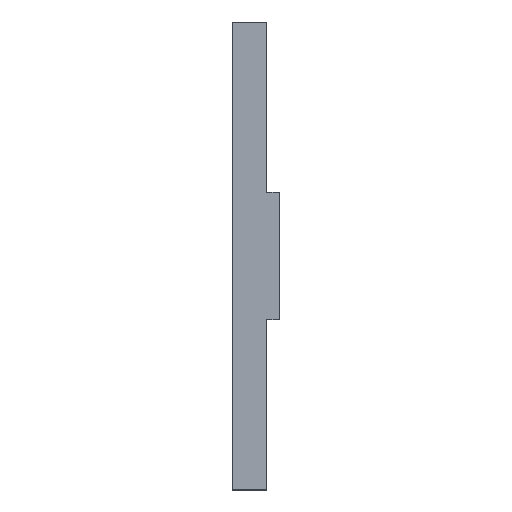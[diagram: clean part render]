
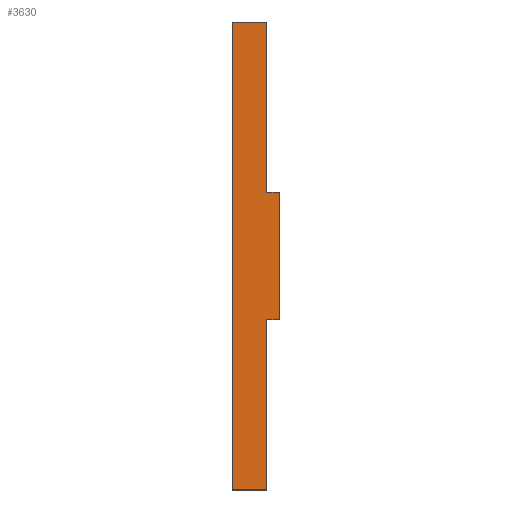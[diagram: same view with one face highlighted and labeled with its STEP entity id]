
A CAD part, left-side view. The second image highlights one B-rep face of the part: STEP entity #3630.
In plain terms, the highlighted planar face has unit normal (-1, 0, 0).
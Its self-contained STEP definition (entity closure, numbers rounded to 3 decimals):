
#24 = EDGE_CURVE ( 'NONE', #3726, #1213, #3705, .T. ) ;
#77 = CARTESIAN_POINT ( 'NONE',  ( -65., -3., -15. ) ) ;
#144 = PLANE ( 'NONE',  #5357 ) ;
#202 = DIRECTION ( 'NONE',  ( 1., 0., 0. ) ) ;
#214 = VERTEX_POINT ( 'NONE', #4314 ) ;
#390 = ORIENTED_EDGE ( 'NONE', *, *, #24, .F. ) ;
#473 = DIRECTION ( 'NONE',  ( 0., 0., 1. ) ) ;
#475 = EDGE_CURVE ( 'NONE', #1213, #3480, #1277, .T. ) ;
#829 = CARTESIAN_POINT ( 'NONE',  ( -65., -3., -15. ) ) ;
#866 = ORIENTED_EDGE ( 'NONE', *, *, #1615, .T. ) ;
#955 = CARTESIAN_POINT ( 'NONE',  ( -65., 8., -55. ) ) ;
#962 = EDGE_CURVE ( 'NONE', #1955, #4160, #5124, .T. ) ;
#1084 = VECTOR ( 'NONE', #5417, 1000. ) ;
#1213 = VERTEX_POINT ( 'NONE', #4867 ) ;
#1277 = LINE ( 'NONE', #3669, #2599 ) ;
#1338 = VECTOR ( 'NONE', #4771, 1000. ) ;
#1399 = CARTESIAN_POINT ( 'NONE',  ( -65., -3., -15. ) ) ;
#1406 = DIRECTION ( 'NONE',  ( 0., 0., -1. ) ) ;
#1536 = ORIENTED_EDGE ( 'NONE', *, *, #475, .F. ) ;
#1558 = VERTEX_POINT ( 'NONE', #4407 ) ;
#1615 = EDGE_CURVE ( 'NONE', #1558, #3480, #4749, .T. ) ;
#1834 = ORIENTED_EDGE ( 'NONE', *, *, #3708, .T. ) ;
#1955 = VERTEX_POINT ( 'NONE', #4360 ) ;
#1972 = ORIENTED_EDGE ( 'NONE', *, *, #1990, .T. ) ;
#1990 = EDGE_CURVE ( 'NONE', #214, #1558, #3722, .T. ) ;
#2189 = LINE ( 'NONE', #77, #3165 ) ;
#2599 = VECTOR ( 'NONE', #4606, 1000. ) ;
#3052 = ORIENTED_EDGE ( 'NONE', *, *, #3479, .F. ) ;
#3132 = CARTESIAN_POINT ( 'NONE',  ( -65., 8., -55. ) ) ;
#3165 = VECTOR ( 'NONE', #3467, 1000. ) ;
#3317 = CARTESIAN_POINT ( 'NONE',  ( -65., -3., 15. ) ) ;
#3439 = ORIENTED_EDGE ( 'NONE', *, *, #4303, .F. ) ;
#3467 = DIRECTION ( 'NONE',  ( 0., 0., -1. ) ) ;
#3475 = CARTESIAN_POINT ( 'NONE',  ( -65., 8., 55. ) ) ;
#3479 = EDGE_CURVE ( 'NONE', #4978, #4160, #4585, .T. ) ;
#3480 = VERTEX_POINT ( 'NONE', #4147 ) ;
#3630 = ADVANCED_FACE ( 'NONE', ( #4659 ), #144, .F. ) ;
#3669 = CARTESIAN_POINT ( 'NONE',  ( -65., 8., 55. ) ) ;
#3705 = LINE ( 'NONE', #4612, #4087 ) ;
#3708 = EDGE_CURVE ( 'NONE', #3726, #1955, #4262, .T. ) ;
#3722 = LINE ( 'NONE', #3317, #1084 ) ;
#3726 = VERTEX_POINT ( 'NONE', #955 ) ;
#3791 = CARTESIAN_POINT ( 'NONE',  ( -65., 0., 55. ) ) ;
#3999 = ORIENTED_EDGE ( 'NONE', *, *, #962, .T. ) ;
#4087 = VECTOR ( 'NONE', #473, 1000. ) ;
#4147 = CARTESIAN_POINT ( 'NONE',  ( -65., 0., 55. ) ) ;
#4160 = VERTEX_POINT ( 'NONE', #4443 ) ;
#4262 = LINE ( 'NONE', #3132, #1338 ) ;
#4303 = EDGE_CURVE ( 'NONE', #214, #4978, #2189, .T. ) ;
#4314 = CARTESIAN_POINT ( 'NONE',  ( -65., -3., 15. ) ) ;
#4337 = VECTOR ( 'NONE', #4649, 1000. ) ;
#4360 = CARTESIAN_POINT ( 'NONE',  ( -65., 0., -55. ) ) ;
#4407 = CARTESIAN_POINT ( 'NONE',  ( -65., 0., 15. ) ) ;
#4443 = CARTESIAN_POINT ( 'NONE',  ( -65., 0., -15. ) ) ;
#4585 = LINE ( 'NONE', #829, #4801 ) ;
#4606 = DIRECTION ( 'NONE',  ( 0., -1., 0. ) ) ;
#4612 = CARTESIAN_POINT ( 'NONE',  ( -65., 8., 55. ) ) ;
#4649 = DIRECTION ( 'NONE',  ( 0., 0., 1. ) ) ;
#4659 = FACE_OUTER_BOUND ( 'NONE', #4953, .T. ) ;
#4749 = LINE ( 'NONE', #5228, #4829 ) ;
#4771 = DIRECTION ( 'NONE',  ( 0., -1., 0. ) ) ;
#4775 = DIRECTION ( 'NONE',  ( 0., 0., 1. ) ) ;
#4801 = VECTOR ( 'NONE', #5374, 1000. ) ;
#4829 = VECTOR ( 'NONE', #4775, 1000. ) ;
#4867 = CARTESIAN_POINT ( 'NONE',  ( -65., 8., 55. ) ) ;
#4953 = EDGE_LOOP ( 'NONE', ( #3999, #3052, #3439, #1972, #866, #1536, #390, #1834 ) ) ;
#4978 = VERTEX_POINT ( 'NONE', #1399 ) ;
#5124 = LINE ( 'NONE', #3791, #4337 ) ;
#5228 = CARTESIAN_POINT ( 'NONE',  ( -65., 0., 55. ) ) ;
#5357 = AXIS2_PLACEMENT_3D ( 'NONE', #3475, #202, #1406 ) ;
#5374 = DIRECTION ( 'NONE',  ( 0., 1., 0. ) ) ;
#5417 = DIRECTION ( 'NONE',  ( 0., 1., 0. ) ) ;
